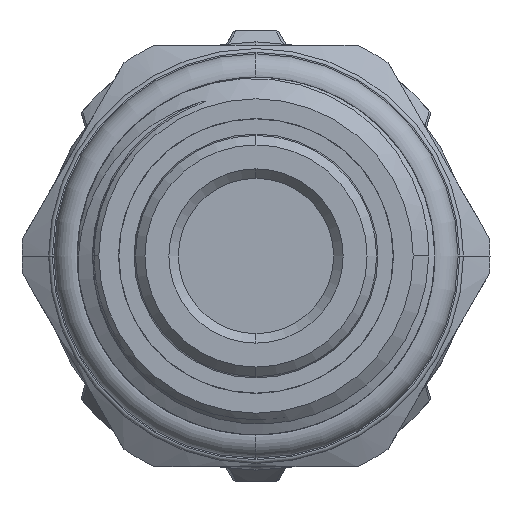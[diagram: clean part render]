
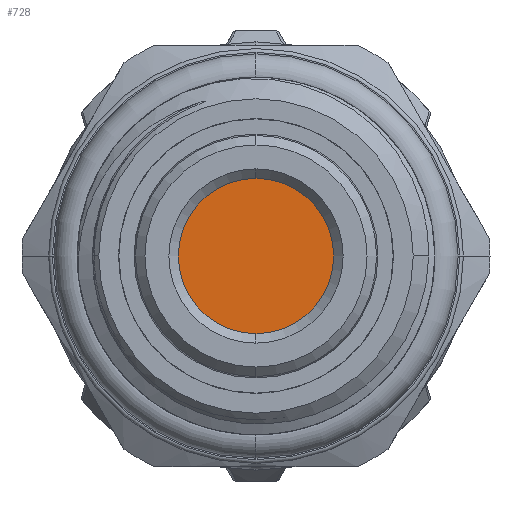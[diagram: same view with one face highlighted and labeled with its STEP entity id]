
A CAD part, left-side view. The second image highlights one B-rep face of the part: STEP entity #728.
In plain terms, the highlighted planar face has unit normal (-1, 0, 0).
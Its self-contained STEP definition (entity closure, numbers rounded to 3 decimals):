
#260 = ORIENTED_EDGE ( 'NONE', *, *, #7920, .T. ) ;
#728 = ADVANCED_FACE ( 'NONE', ( #12176 ), #9500, .F. ) ;
#863 = AXIS2_PLACEMENT_3D ( 'NONE', #7568, #10455, #1660 ) ;
#1660 = DIRECTION ( 'NONE',  ( 0., 0., -1. ) ) ;
#2433 = ORIENTED_EDGE ( 'NONE', *, *, #10135, .T. ) ;
#2664 = CIRCLE ( 'NONE', #11593, 4.09 ) ;
#3031 = VERTEX_POINT ( 'NONE', #10244 ) ;
#3800 = CARTESIAN_POINT ( 'NONE',  ( 4.527, 0., 0. ) ) ;
#5056 = AXIS2_PLACEMENT_3D ( 'NONE', #6558, #11446, #5538 ) ;
#5538 = DIRECTION ( 'NONE',  ( 0., 0., -1. ) ) ;
#5739 = DIRECTION ( 'NONE',  ( -1., 0., 0. ) ) ;
#5779 = DIRECTION ( 'NONE',  ( 0., 0., -1. ) ) ;
#6558 = CARTESIAN_POINT ( 'NONE',  ( 4.527, 0., 0. ) ) ;
#6590 = VERTEX_POINT ( 'NONE', #12231 ) ;
#7568 = CARTESIAN_POINT ( 'NONE',  ( 4.527, 0., 0. ) ) ;
#7920 = EDGE_CURVE ( 'NONE', #6590, #3031, #2664, .T. ) ;
#8499 = EDGE_LOOP ( 'NONE', ( #260, #2433 ) ) ;
#9500 = PLANE ( 'NONE',  #5056 ) ;
#10135 = EDGE_CURVE ( 'NONE', #3031, #6590, #11681, .T. ) ;
#10244 = CARTESIAN_POINT ( 'NONE',  ( 4.527, 0., -4.09 ) ) ;
#10455 = DIRECTION ( 'NONE',  ( -1., 0., 0. ) ) ;
#11446 = DIRECTION ( 'NONE',  ( 1., 0., 0. ) ) ;
#11593 = AXIS2_PLACEMENT_3D ( 'NONE', #3800, #5739, #5779 ) ;
#11681 = CIRCLE ( 'NONE', #863, 4.09 ) ;
#12176 = FACE_OUTER_BOUND ( 'NONE', #8499, .T. ) ;
#12231 = CARTESIAN_POINT ( 'NONE',  ( 4.527, 0., 4.09 ) ) ;
